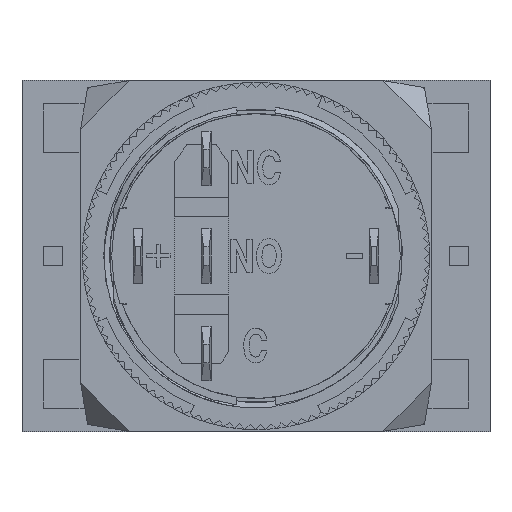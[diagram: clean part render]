
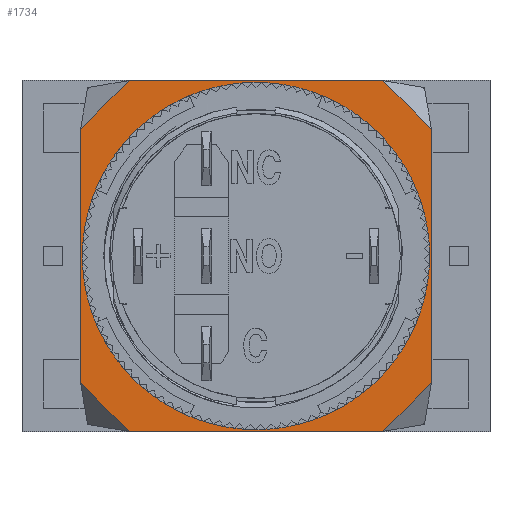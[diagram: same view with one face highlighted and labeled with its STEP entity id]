
A CAD part, front view. The second image highlights one B-rep face of the part: STEP entity #1734.
In plain terms, the highlighted planar face has unit normal (0, -1, 0).
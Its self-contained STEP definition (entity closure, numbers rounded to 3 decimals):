
#1734 = ADVANCED_FACE( '', ( #4117, #4118 ), #4119, .T. );
#4117 = FACE_BOUND( '', #10326, .T. );
#4118 = FACE_OUTER_BOUND( '', #10327, .T. );
#4119 = PLANE( '', #10328 );
#10326 = EDGE_LOOP( '', ( #19656 ) );
#10327 = EDGE_LOOP( '', ( #19657, #19658, #19659, #19660, #19661, #19662, #19663, #19664 ) );
#10328 = AXIS2_PLACEMENT_3D( '', #19665, #19666, #19667 );
#19656 = ORIENTED_EDGE( '', *, *, #27733, .T. );
#19657 = ORIENTED_EDGE( '', *, *, #27782, .F. );
#19658 = ORIENTED_EDGE( '', *, *, #27783, .F. );
#19659 = ORIENTED_EDGE( '', *, *, #26808, .F. );
#19660 = ORIENTED_EDGE( '', *, *, #27063, .F. );
#19661 = ORIENTED_EDGE( '', *, *, #27784, .F. );
#19662 = ORIENTED_EDGE( '', *, *, #27785, .F. );
#19663 = ORIENTED_EDGE( '', *, *, #27247, .F. );
#19664 = ORIENTED_EDGE( '', *, *, #27786, .F. );
#19665 = CARTESIAN_POINT( '', ( 0., 20.3, 0. ) );
#19666 = DIRECTION( '', ( 0., -1., 0. ) );
#19667 = DIRECTION( '', ( -1., 0., 0. ) );
#26808 = EDGE_CURVE( '', #31846, #31847, #31848, .T. );
#27063 = EDGE_CURVE( '', #32242, #31846, #32244, .T. );
#27247 = EDGE_CURVE( '', #32519, #32520, #32521, .T. );
#27733 = EDGE_CURVE( '', #33240, #33240, #33241, .T. );
#27782 = EDGE_CURVE( '', #33312, #33313, #33314, .T. );
#27783 = EDGE_CURVE( '', #31847, #33312, #33315, .T. );
#27784 = EDGE_CURVE( '', #33316, #32242, #33317, .T. );
#27785 = EDGE_CURVE( '', #32520, #33316, #33318, .T. );
#27786 = EDGE_CURVE( '', #33313, #32519, #33319, .T. );
#31846 = VERTEX_POINT( '', #40531 );
#31847 = VERTEX_POINT( '', #40532 );
#31848 = LINE( '', #40533, #40534 );
#32242 = VERTEX_POINT( '', #41427 );
#32244 = LINE( '', #41430, #41431 );
#32519 = VERTEX_POINT( '', #42166 );
#32520 = VERTEX_POINT( '', #42167 );
#32521 = LINE( '', #42168, #42169 );
#33240 = VERTEX_POINT( '', #44116 );
#33241 = CIRCLE( '', #44117, 8.9 );
#33312 = VERTEX_POINT( '', #44272 );
#33313 = VERTEX_POINT( '', #44273 );
#33314 = LINE( '', #44274, #44275 );
#33315 = LINE( '', #44276, #44277 );
#33316 = VERTEX_POINT( '', #44278 );
#33317 = LINE( '', #44279, #44280 );
#33318 = LINE( '', #44281, #44282 );
#33319 = LINE( '', #44283, #44284 );
#40531 = CARTESIAN_POINT( '', ( 6.5, 20.3, 9. ) );
#40532 = CARTESIAN_POINT( '', ( 9., 20.3, 6.5 ) );
#40533 = CARTESIAN_POINT( '', ( 6.5, 20.3, 9. ) );
#40534 = VECTOR( '', #49914, 1000. );
#41427 = CARTESIAN_POINT( '', ( -6.5, 20.3, 9. ) );
#41430 = CARTESIAN_POINT( '', ( -6.5, 20.3, 9. ) );
#41431 = VECTOR( '', #50145, 1000. );
#42166 = CARTESIAN_POINT( '', ( -6.5, 20.3, -9. ) );
#42167 = CARTESIAN_POINT( '', ( -9., 20.3, -6.5 ) );
#42168 = CARTESIAN_POINT( '', ( -6.5, 20.3, -9. ) );
#42169 = VECTOR( '', #50281, 1000. );
#44116 = CARTESIAN_POINT( '', ( -8.9, 20.3, 0. ) );
#44117 = AXIS2_PLACEMENT_3D( '', #50742, #50743, #50744 );
#44272 = CARTESIAN_POINT( '', ( 9., 20.3, -6.5 ) );
#44273 = CARTESIAN_POINT( '', ( 6.5, 20.3, -9. ) );
#44274 = CARTESIAN_POINT( '', ( 9., 20.3, -6.5 ) );
#44275 = VECTOR( '', #50778, 1000. );
#44276 = CARTESIAN_POINT( '', ( 9., 20.3, 6.5 ) );
#44277 = VECTOR( '', #50779, 1000. );
#44278 = CARTESIAN_POINT( '', ( -9., 20.3, 6.5 ) );
#44279 = CARTESIAN_POINT( '', ( -9., 20.3, 6.5 ) );
#44280 = VECTOR( '', #50780, 1000. );
#44281 = CARTESIAN_POINT( '', ( -9., 20.3, -6.5 ) );
#44282 = VECTOR( '', #50781, 1000. );
#44283 = CARTESIAN_POINT( '', ( 6.5, 20.3, -9. ) );
#44284 = VECTOR( '', #50782, 1000. );
#49914 = DIRECTION( '', ( 0.707, 0., -0.707 ) );
#50145 = DIRECTION( '', ( 1., 0., 0. ) );
#50281 = DIRECTION( '', ( -0.707, 0., 0.707 ) );
#50742 = CARTESIAN_POINT( '', ( 0., 20.3, 0. ) );
#50743 = DIRECTION( '', ( 0., 1., 0. ) );
#50744 = DIRECTION( '', ( -1., 0., 0. ) );
#50778 = DIRECTION( '', ( -0.707, 0., -0.707 ) );
#50779 = DIRECTION( '', ( 0., 0., -1. ) );
#50780 = DIRECTION( '', ( 0.707, 0., 0.707 ) );
#50781 = DIRECTION( '', ( 0., 0., 1. ) );
#50782 = DIRECTION( '', ( -1., 0., 0. ) );
